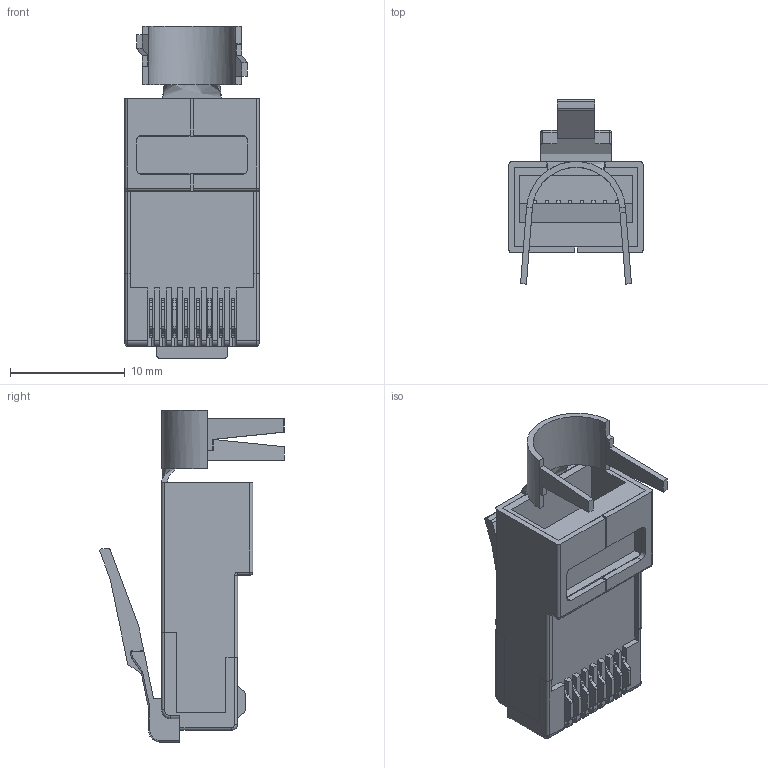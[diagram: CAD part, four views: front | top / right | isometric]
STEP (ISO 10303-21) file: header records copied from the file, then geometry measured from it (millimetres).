
FILE_DESCRIPTION (( 'STEP AP214' ), '1' );
FILE_NAME ('TSP8048C5S.STEP', '2014-05-28T16:13:32', ( 'L-Com' ), ( 'L-Com Global Connectivity' ), 'SwSTEP 2.0', 'SolidWorks 2014', '' );
FILE_SCHEMA (( 'AUTOMOTIVE_DESIGN' ));
Length unit declared in the file: inch
Products named in the file (4): TSP8048C5S-MA3; TSP8048C5S-MA1; TSP8048C5S-MA2; TSP8048C5S
Assembly tree (10 placements, depth 2):
  TSP8048C5S
    TSP8048C5S-MA2
    TSP8048C5S-MA1
    TSP8048C5S-MA3  x8
Bounding box: 11.68 x 16.06 x 28.91 mm (x, y, z)
Volume: 1186.2 mm3; surface area: 3199.6 mm2
Topology: 11 solids, 11 shells, 461 faces, 1267 edges, 826 vertices
Faces by surface type: plane 333, cylinder 110, torus 12, bspline 4, sphere 2
Entity records: 9182 total; most frequent: CARTESIAN_POINT 1687, ORIENTED_EDGE 1518, DIRECTION 1464, EDGE_CURVE 759, VECTOR 588, LINE 588, VERTEX_POINT 490, AXIS2_PLACEMENT_3D 438
